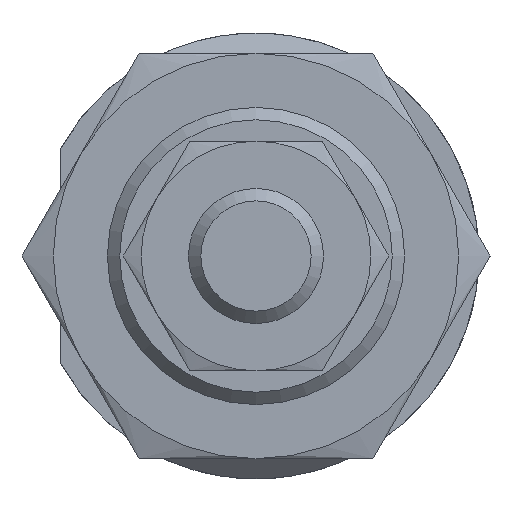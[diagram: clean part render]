
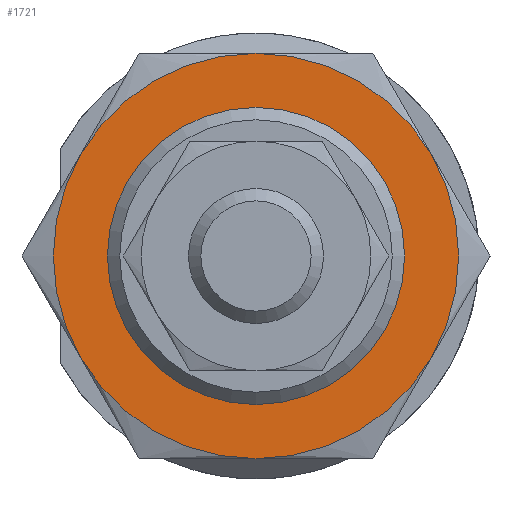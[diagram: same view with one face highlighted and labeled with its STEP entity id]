
A CAD part, left-side view. The second image highlights one B-rep face of the part: STEP entity #1721.
In plain terms, the highlighted planar face has unit normal (-1, 0, 0).
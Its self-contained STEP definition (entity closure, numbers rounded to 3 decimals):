
#283=PLANE('',#1962);
#356=CIRCLE('',#1953,15.);
#357=CIRCLE('',#1955,15.);
#358=CIRCLE('',#1957,15.);
#359=CIRCLE('',#1959,15.);
#360=CIRCLE('',#1961,15.);
#361=CIRCLE('',#1963,15.);
#362=CIRCLE('',#1964,11.);
#677=ORIENTED_EDGE('',*,*,#997,.F.);
#678=ORIENTED_EDGE('',*,*,#999,.F.);
#679=ORIENTED_EDGE('',*,*,#1002,.F.);
#680=ORIENTED_EDGE('',*,*,#1005,.F.);
#681=ORIENTED_EDGE('',*,*,#992,.F.);
#682=ORIENTED_EDGE('',*,*,#993,.F.);
#683=ORIENTED_EDGE('',*,*,#1006,.T.);
#992=EDGE_CURVE('',#1180,#1178,#356,.T.);
#993=EDGE_CURVE('',#1181,#1180,#357,.T.);
#997=EDGE_CURVE('',#1184,#1181,#358,.T.);
#999=EDGE_CURVE('',#1185,#1184,#359,.T.);
#1002=EDGE_CURVE('',#1187,#1185,#360,.T.);
#1005=EDGE_CURVE('',#1178,#1187,#361,.T.);
#1006=EDGE_CURVE('',#1189,#1189,#362,.T.);
#1178=VERTEX_POINT('',#2951);
#1180=VERTEX_POINT('',#2957);
#1181=VERTEX_POINT('',#2961);
#1184=VERTEX_POINT('',#2977);
#1185=VERTEX_POINT('',#2985);
#1187=VERTEX_POINT('',#2997);
#1189=VERTEX_POINT('',#3010);
#1391=EDGE_LOOP('',(#677,#678,#679,#680,#681,#682));
#1392=EDGE_LOOP('',(#683));
#1545=FACE_BOUND('',#1391,.T.);
#1546=FACE_BOUND('',#1392,.T.);
#1721=ADVANCED_FACE('',(#1545,#1546),#283,.F.);
#1953=AXIS2_PLACEMENT_3D('',#2958,#2328,#2329);
#1955=AXIS2_PLACEMENT_3D('',#2960,#2332,#2333);
#1957=AXIS2_PLACEMENT_3D('',#2978,#2336,#2337);
#1959=AXIS2_PLACEMENT_3D('',#2984,#2340,#2341);
#1961=AXIS2_PLACEMENT_3D('',#2996,#2344,#2345);
#1962=AXIS2_PLACEMENT_3D('',#3007,#2346,#2347);
#1963=AXIS2_PLACEMENT_3D('',#3008,#2348,#2349);
#1964=AXIS2_PLACEMENT_3D('',#3009,#2350,#2351);
#2328=DIRECTION('',(1.,0.,0.));
#2329=DIRECTION('',(0.,0.,-1.));
#2332=DIRECTION('',(1.,0.,0.));
#2333=DIRECTION('',(0.,0.,-1.));
#2336=DIRECTION('',(1.,0.,0.));
#2337=DIRECTION('',(0.,0.,-1.));
#2340=DIRECTION('',(1.,0.,0.));
#2341=DIRECTION('',(0.,0.,-1.));
#2344=DIRECTION('',(1.,0.,0.));
#2345=DIRECTION('',(0.,0.,-1.));
#2346=DIRECTION('',(1.,0.,0.));
#2347=DIRECTION('',(0.,0.,-1.));
#2348=DIRECTION('',(1.,0.,0.));
#2349=DIRECTION('',(0.,0.,-1.));
#2350=DIRECTION('',(1.,0.,0.));
#2351=DIRECTION('',(0.,0.,-1.));
#2951=CARTESIAN_POINT('',(0.,-12.99,7.5));
#2957=CARTESIAN_POINT('',(0.,0.,15.));
#2958=CARTESIAN_POINT('',(0.,0.,0.));
#2960=CARTESIAN_POINT('',(0.,0.,0.));
#2961=CARTESIAN_POINT('',(0.,12.99,7.5));
#2977=CARTESIAN_POINT('',(0.,12.99,-7.5));
#2978=CARTESIAN_POINT('',(0.,0.,0.));
#2984=CARTESIAN_POINT('',(0.,0.,0.));
#2985=CARTESIAN_POINT('',(0.,0.,-15.));
#2996=CARTESIAN_POINT('',(0.,0.,0.));
#2997=CARTESIAN_POINT('',(0.,-12.99,-7.5));
#3007=CARTESIAN_POINT('',(0.,0.,0.));
#3008=CARTESIAN_POINT('',(0.,0.,0.));
#3009=CARTESIAN_POINT('',(0.,0.,0.));
#3010=CARTESIAN_POINT('',(0.,0.,-11.));
